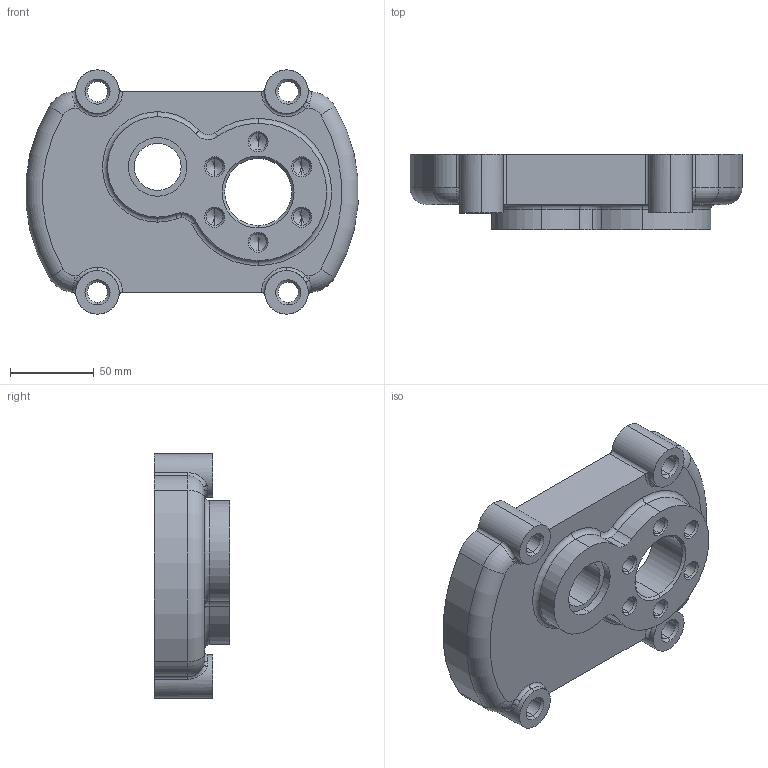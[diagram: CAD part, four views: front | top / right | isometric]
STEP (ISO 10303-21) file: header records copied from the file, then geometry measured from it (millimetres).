
FILE_DESCRIPTION(('Open CASCADE Model'),'2;1');
FILE_NAME('Open CASCADE Shape Model','2019-06-04T16:22:08',('Author'),( 'Open CASCADE'),'Open CASCADE STEP processor 7.3','Open CASCADE 7.3' ,'Unknown');
FILE_SCHEMA(('AUTOMOTIVE_DESIGN { 1 0 10303 214 1 1 1 1 }'));
Length unit declared in the file: millimetre
Products named in the file (1): Open CASCADE STEP translator 7.3 4
Bounding box: 198.41 x 45 x 146 mm (x, y, z)
Volume: 348064.9 mm3; surface area: 93396.3 mm2
Topology: 1 solids, 1 shells, 190 faces, 466 edges, 276 vertices
Faces by surface type: cylinder 88, torus 38, cone 34, plane 18, bspline 8, revolution 4
Entity records: 15159 total; most frequent: CARTESIAN_POINT 5947, DIRECTION 1823, ORIENTED_EDGE 908, PCURVE 908, DEFINITIONAL_REPRESENTATION 908, LINE 826, VECTOR 826, AXIS2_PLACEMENT_3D 455
